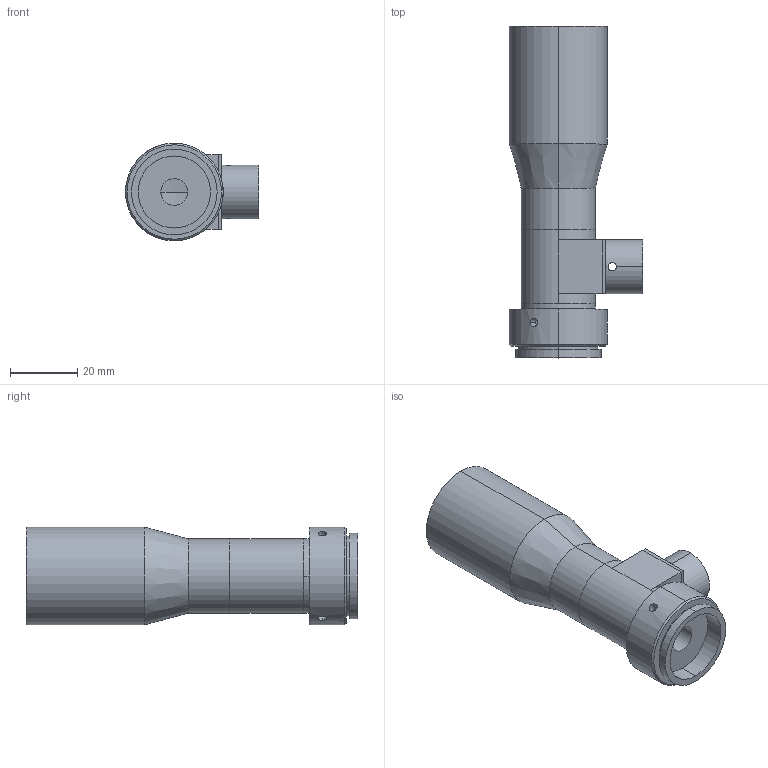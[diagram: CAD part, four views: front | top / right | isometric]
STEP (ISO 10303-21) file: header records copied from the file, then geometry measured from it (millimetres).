
FILE_DESCRIPTION (( 'STEP AP203' ), '1' );
FILE_NAME ('XF-T05X200D.STEP', '2019-11-23T01:44:44', ( 'puyufan' ), ( '' ), 'SwSTEP 2.0', 'SolidWorks 2014', '' );
FILE_SCHEMA (( 'CONFIG_CONTROL_DESIGN' ));
Length unit declared in the file: millimetre
Products named in the file (1): XF-T05X200D
Bounding box: 39.5 x 98.46 x 29 mm (x, y, z)
Surface area: 14107.2 mm2 (no closed solid volume)
Topology: 0 solids, 10 shells, 100 faces, 264 edges, 173 vertices
Faces by surface type: cylinder 61, plane 31, cone 6, sphere 2
Entity records: 3546 total; most frequent: CARTESIAN_POINT 926, DIRECTION 578, ORIENTED_EDGE 458, EDGE_CURVE 264, AXIS2_PLACEMENT_3D 233, VERTEX_POINT 173, CIRCLE 132, EDGE_LOOP 124
